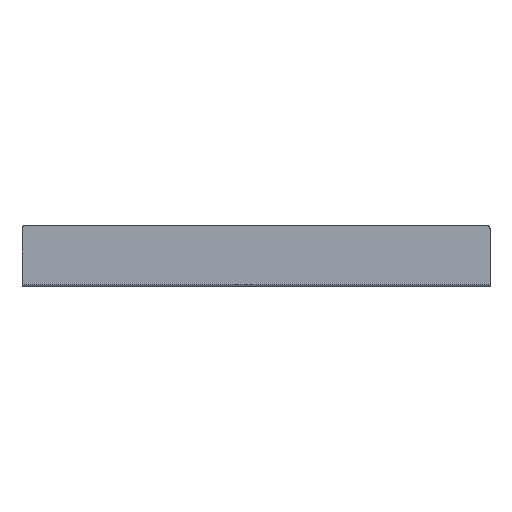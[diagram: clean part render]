
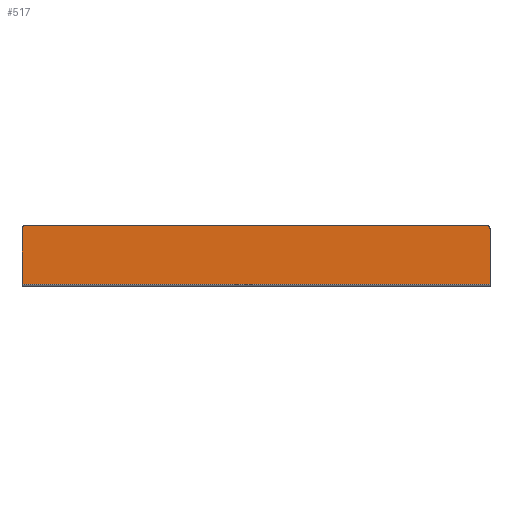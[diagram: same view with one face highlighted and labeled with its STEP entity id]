
A CAD part, top view. The second image highlights one B-rep face of the part: STEP entity #517.
In plain terms, the highlighted planar face has unit normal (0, 0, 1).
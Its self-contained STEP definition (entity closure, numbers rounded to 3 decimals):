
#8 = ORIENTED_EDGE ( 'NONE', *, *, #658, .T. ) ;
#41 = CARTESIAN_POINT ( 'NONE',  ( 0., 0., 40. ) ) ;
#46 = DIRECTION ( 'NONE',  ( -1., 0., 0. ) ) ;
#62 = CARTESIAN_POINT ( 'NONE',  ( 387., 93.5, 40. ) ) ;
#67 = ORIENTED_EDGE ( 'NONE', *, *, #856, .T. ) ;
#80 = DIRECTION ( 'NONE',  ( -1., 0., 0. ) ) ;
#96 = EDGE_CURVE ( 'NONE', #454, #422, #334, .T. ) ;
#99 = CIRCLE ( 'NONE', #347, 5. ) ;
#125 = CARTESIAN_POINT ( 'NONE',  ( -382., 98.5, 40. ) ) ;
#136 = CARTESIAN_POINT ( 'NONE',  ( 387., 0., 40. ) ) ;
#139 = LINE ( 'NONE', #136, #275 ) ;
#149 = DIRECTION ( 'NONE',  ( 0., 0., 1. ) ) ;
#159 = AXIS2_PLACEMENT_3D ( 'NONE', #461, #600, #46 ) ;
#190 = ORIENTED_EDGE ( 'NONE', *, *, #277, .T. ) ;
#204 = DIRECTION ( 'NONE',  ( 0., -1., 0. ) ) ;
#220 = CARTESIAN_POINT ( 'NONE',  ( -387., 1.5, 40. ) ) ;
#237 = ORIENTED_EDGE ( 'NONE', *, *, #779, .T. ) ;
#275 = VECTOR ( 'NONE', #537, 1000. ) ;
#277 = EDGE_CURVE ( 'NONE', #601, #454, #743, .T. ) ;
#279 = CARTESIAN_POINT ( 'NONE',  ( 387., 1.5, 40. ) ) ;
#315 = DIRECTION ( 'NONE',  ( 0., 0., -1. ) ) ;
#334 = CIRCLE ( 'NONE', #159, 5. ) ;
#335 = VERTEX_POINT ( 'NONE', #62 ) ;
#347 = AXIS2_PLACEMENT_3D ( 'NONE', #778, #149, #829 ) ;
#382 = FACE_OUTER_BOUND ( 'NONE', #579, .T. ) ;
#422 = VERTEX_POINT ( 'NONE', #711 ) ;
#454 = VERTEX_POINT ( 'NONE', #125 ) ;
#461 = CARTESIAN_POINT ( 'NONE',  ( -382., 93.5, 40. ) ) ;
#481 = AXIS2_PLACEMENT_3D ( 'NONE', #41, #315, #656 ) ;
#517 = ADVANCED_FACE ( 'NONE', ( #382 ), #653, .F. ) ;
#537 = DIRECTION ( 'NONE',  ( 0., 1., 0. ) ) ;
#555 = DIRECTION ( 'NONE',  ( -1., 0., 0. ) ) ;
#556 = CARTESIAN_POINT ( 'NONE',  ( 0., 98.5, 40. ) ) ;
#579 = EDGE_LOOP ( 'NONE', ( #190, #764, #67, #793, #8, #237 ) ) ;
#600 = DIRECTION ( 'NONE',  ( 0., 0., 1. ) ) ;
#601 = VERTEX_POINT ( 'NONE', #688 ) ;
#611 = CARTESIAN_POINT ( 'NONE',  ( -387., 0., 40. ) ) ;
#644 = VERTEX_POINT ( 'NONE', #279 ) ;
#645 = VECTOR ( 'NONE', #555, 1000. ) ;
#653 = PLANE ( 'NONE',  #481 ) ;
#656 = DIRECTION ( 'NONE',  ( -1., 0., 0. ) ) ;
#658 = EDGE_CURVE ( 'NONE', #644, #335, #139, .T. ) ;
#679 = VERTEX_POINT ( 'NONE', #741 ) ;
#688 = CARTESIAN_POINT ( 'NONE',  ( 382., 98.5, 40. ) ) ;
#711 = CARTESIAN_POINT ( 'NONE',  ( -387., 93.5, 40. ) ) ;
#741 = CARTESIAN_POINT ( 'NONE',  ( -387., 1.5, 40. ) ) ;
#742 = EDGE_CURVE ( 'NONE', #644, #679, #843, .T. ) ;
#743 = LINE ( 'NONE', #556, #861 ) ;
#764 = ORIENTED_EDGE ( 'NONE', *, *, #96, .T. ) ;
#778 = CARTESIAN_POINT ( 'NONE',  ( 382., 93.5, 40. ) ) ;
#779 = EDGE_CURVE ( 'NONE', #335, #601, #99, .T. ) ;
#793 = ORIENTED_EDGE ( 'NONE', *, *, #742, .F. ) ;
#809 = LINE ( 'NONE', #611, #830 ) ;
#829 = DIRECTION ( 'NONE',  ( -1., 0., 0. ) ) ;
#830 = VECTOR ( 'NONE', #204, 1000. ) ;
#843 = LINE ( 'NONE', #220, #645 ) ;
#856 = EDGE_CURVE ( 'NONE', #422, #679, #809, .T. ) ;
#861 = VECTOR ( 'NONE', #80, 1000. ) ;
